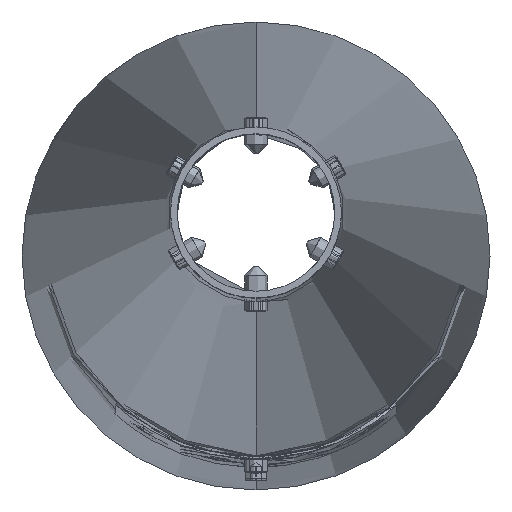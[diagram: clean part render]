
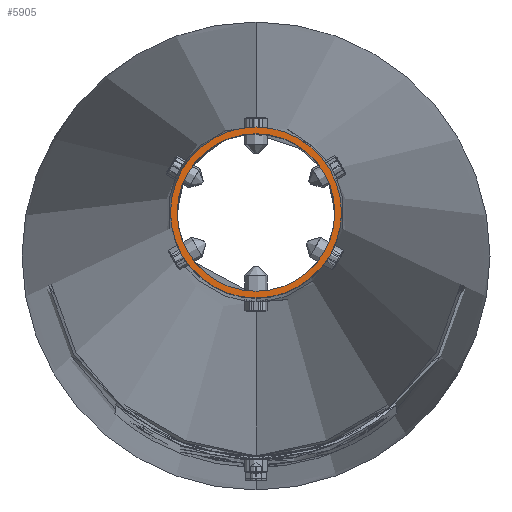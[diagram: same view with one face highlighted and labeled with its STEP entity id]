
A CAD part, top view. The second image highlights one B-rep face of the part: STEP entity #5905.
In plain terms, the highlighted face is planar.
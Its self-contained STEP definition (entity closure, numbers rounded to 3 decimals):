
#79 = CARTESIAN_POINT ( 'NONE',  ( 0., 11100., 0. ) ) ;
#125 = CARTESIAN_POINT ( 'NONE',  ( 0., 11100., 0. ) ) ;
#552 = FACE_BOUND ( 'NONE', #6046, .T. ) ;
#625 = AXIS2_PLACEMENT_3D ( 'NONE', #4750, #6882, #3668 ) ;
#640 = EDGE_CURVE ( 'NONE', #1919, #3851, #6036, .T. ) ;
#883 = ORIENTED_EDGE ( 'NONE', *, *, #5574, .F. ) ;
#1198 = CIRCLE ( 'NONE', #625, 35. ) ;
#1350 = CARTESIAN_POINT ( 'NONE',  ( 0., 11100., 38. ) ) ;
#1486 = ORIENTED_EDGE ( 'NONE', *, *, #640, .F. ) ;
#1585 = DIRECTION ( 'NONE',  ( 0., -1., 0. ) ) ;
#1749 = CIRCLE ( 'NONE', #6309, 38. ) ;
#1781 = ORIENTED_EDGE ( 'NONE', *, *, #6956, .T. ) ;
#1808 = DIRECTION ( 'NONE',  ( 0., -1., 0. ) ) ;
#1824 = CARTESIAN_POINT ( 'NONE',  ( 0., 11100., 35. ) ) ;
#1919 = VERTEX_POINT ( 'NONE', #1350 ) ;
#2226 = DIRECTION ( 'NONE',  ( 0., 0., 1. ) ) ;
#2676 = CARTESIAN_POINT ( 'NONE',  ( 0., 11100., -35. ) ) ;
#2735 = CARTESIAN_POINT ( 'NONE',  ( -38., 11100., 0. ) ) ;
#3089 = CARTESIAN_POINT ( 'NONE',  ( 0., 11100., 0. ) ) ;
#3412 = ORIENTED_EDGE ( 'NONE', *, *, #5999, .T. ) ;
#3613 = DIRECTION ( 'NONE',  ( 0., -1., 0. ) ) ;
#3668 = DIRECTION ( 'NONE',  ( 0., 0., -1. ) ) ;
#3851 = VERTEX_POINT ( 'NONE', #6335 ) ;
#4233 = VERTEX_POINT ( 'NONE', #1824 ) ;
#4285 = AXIS2_PLACEMENT_3D ( 'NONE', #125, #1808, #5606 ) ;
#4398 = AXIS2_PLACEMENT_3D ( 'NONE', #2735, #5550, #2226 ) ;
#4443 = PLANE ( 'NONE',  #4398 ) ;
#4750 = CARTESIAN_POINT ( 'NONE',  ( 0., 11100., 0. ) ) ;
#4957 = CIRCLE ( 'NONE', #4285, 35. ) ;
#5104 = DIRECTION ( 'NONE',  ( 0., 0., -1. ) ) ;
#5476 = FACE_OUTER_BOUND ( 'NONE', #6812, .T. ) ;
#5550 = DIRECTION ( 'NONE',  ( 0., 1., 0. ) ) ;
#5574 = EDGE_CURVE ( 'NONE', #3851, #1919, #1749, .T. ) ;
#5591 = VERTEX_POINT ( 'NONE', #2676 ) ;
#5606 = DIRECTION ( 'NONE',  ( 0., 0., -1. ) ) ;
#5703 = AXIS2_PLACEMENT_3D ( 'NONE', #3089, #3613, #5104 ) ;
#5905 = ADVANCED_FACE ( 'NONE', ( #552, #5476 ), #4443, .T. ) ;
#5999 = EDGE_CURVE ( 'NONE', #5591, #4233, #4957, .T. ) ;
#6036 = CIRCLE ( 'NONE', #5703, 38. ) ;
#6046 = EDGE_LOOP ( 'NONE', ( #3412, #1781 ) ) ;
#6309 = AXIS2_PLACEMENT_3D ( 'NONE', #79, #1585, #7042 ) ;
#6335 = CARTESIAN_POINT ( 'NONE',  ( 0., 11100., -38. ) ) ;
#6812 = EDGE_LOOP ( 'NONE', ( #883, #1486 ) ) ;
#6882 = DIRECTION ( 'NONE',  ( 0., -1., 0. ) ) ;
#6956 = EDGE_CURVE ( 'NONE', #4233, #5591, #1198, .T. ) ;
#7042 = DIRECTION ( 'NONE',  ( 0., 0., -1. ) ) ;
